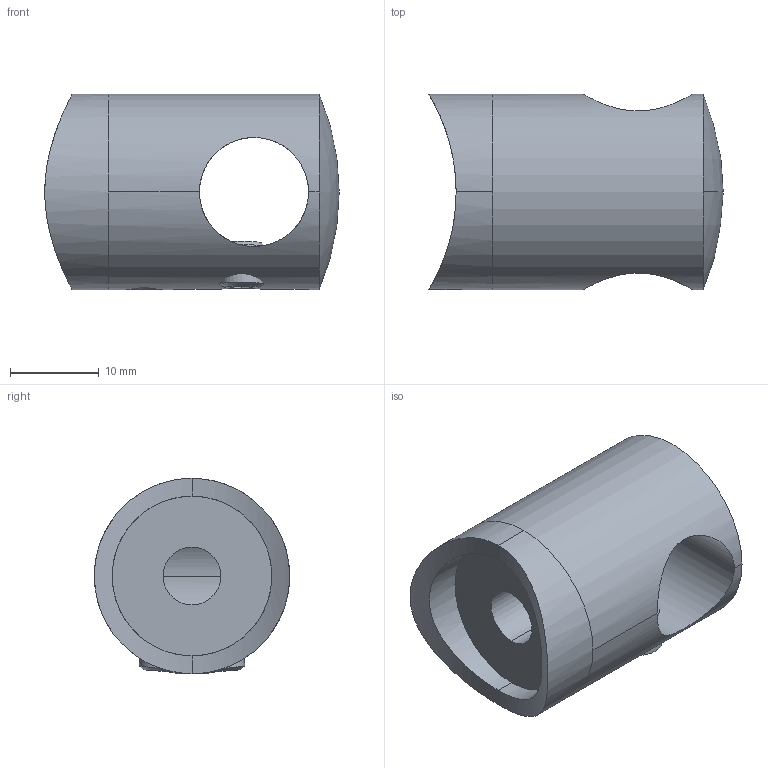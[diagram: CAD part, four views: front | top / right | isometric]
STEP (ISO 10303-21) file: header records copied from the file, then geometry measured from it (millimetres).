
FILE_DESCRIPTION (( 'STEP AP203' ), '1' );
FILE_NAME ('A_0831-042.STEP', '2020-05-18T08:19:46', ( '' ), ( '' ), 'SwSTEP 2.0', 'SolidWorks 2019', '' );
FILE_SCHEMA (( 'CONFIG_CONTROL_DESIGN' ));
Length unit declared in the file: millimetre
Products named in the file (5): A_0831-042.P1; A_0831-042.P2; DIN 914_SKRUTKA M 5X 5; A_0831-042; SKRUTKA DIN 913_SKRUTKA M 5X 5
Assembly tree (5 placements, depth 2):
  A_0831-042
    A_0831-042.P1
    A_0831-042.P2
    DIN 914_SKRUTKA M 5X 5
    SKRUTKA DIN 913_SKRUTKA M 5X 5  x2
Bounding box: 33.17 x 22 x 22 mm (x, y, z)
Volume: 7327.8 mm3; surface area: 5372.3 mm2
Topology: 5 solids, 5 shells, 83 faces, 191 edges, 117 vertices
Faces by surface type: plane 31, cylinder 30, cone 20, sphere 2
Entity records: 3223 total; most frequent: CARTESIAN_POINT 1117, DIRECTION 331, ORIENTED_EDGE 318, EDGE_CURVE 159, AXIS2_PLACEMENT_3D 124, VERTEX_POINT 97, LINE 83, VECTOR 83
